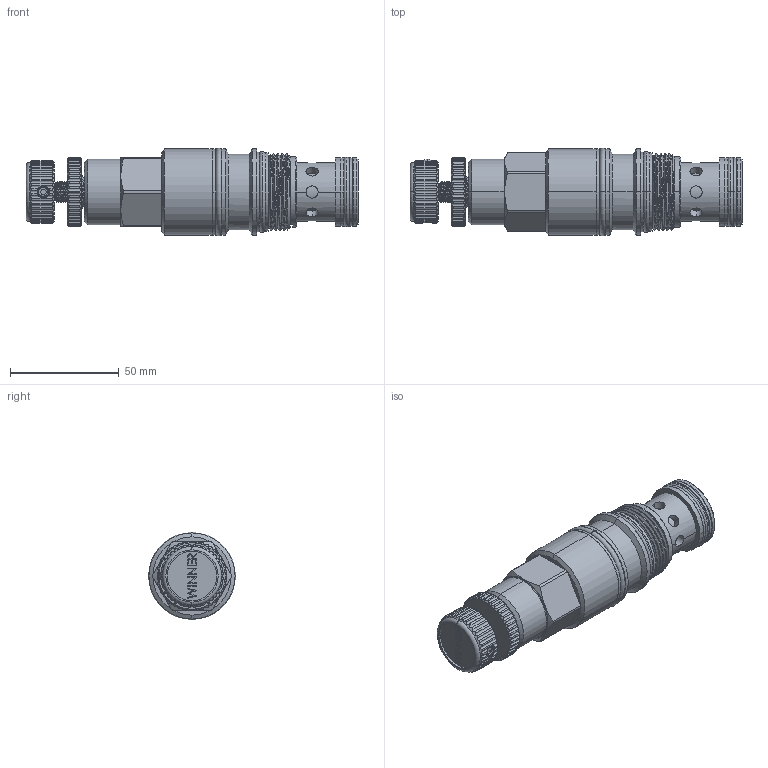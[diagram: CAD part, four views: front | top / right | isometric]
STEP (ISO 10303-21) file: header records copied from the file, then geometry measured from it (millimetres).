
FILE_DESCRIPTION (( 'STEP AP203' ), '1' );
FILE_NAME ('PD17A3J-K.STEP', '2021-07-12T00:24:05', ( '' ), ( '' ), 'SwSTEP 2.0', 'SolidWorks 2018', '' );
FILE_SCHEMA (( 'CONFIG_CONTROL_DESIGN' ));
Length unit declared in the file: millimetre
Products named in the file (1): PD17A3J-K
Bounding box: 152.85 x 40.39 x 40.39 mm (x, y, z)
Volume: 126881.7 mm3; surface area: 28533.5 mm2
Topology: 5 solids, 5 shells, 538 faces, 1421 edges, 928 vertices
Faces by surface type: cylinder 346, plane 124, cone 34, torus 18, bspline 14, sphere 2
Entity records: 27347 total; most frequent: CARTESIAN_POINT 14493, ORIENTED_EDGE 2842, DIRECTION 2456, EDGE_CURVE 1421, AXIS2_PLACEMENT_3D 931, VERTEX_POINT 928, VECTOR 594, LINE 594
